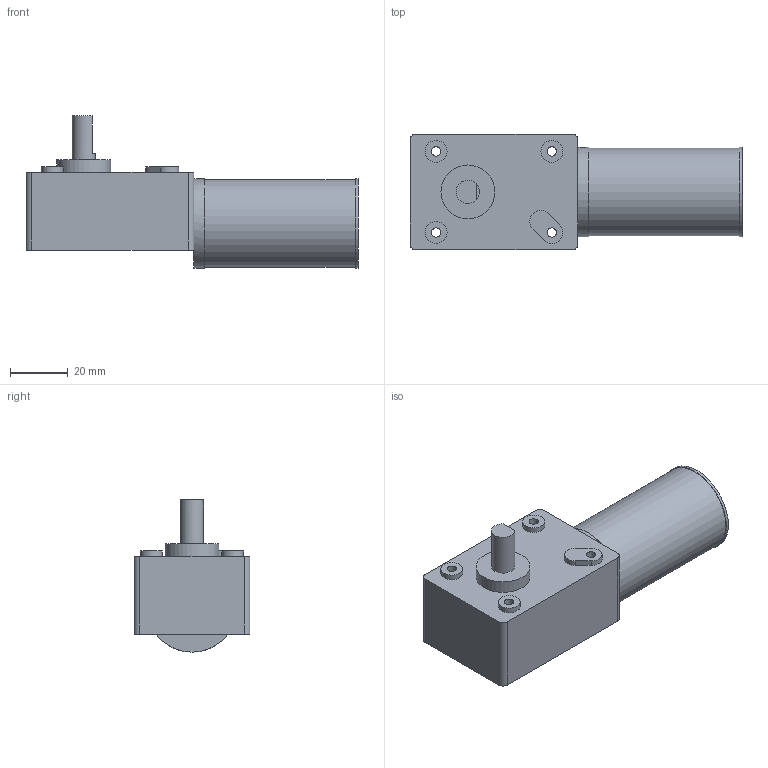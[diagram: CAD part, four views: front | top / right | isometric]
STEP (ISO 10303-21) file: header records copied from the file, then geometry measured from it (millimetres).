
FILE_DESCRIPTION(/* description */ (''),/* implementation_level */ '2;1');
FILE_NAME(/* name */ 'Moto.step',/* time_stamp */ '2023-12-27T13:49:44+01:00',/* author */ (''),/* organization */ (''),/* preprocessor_version */ 'ST-DEVELOPER v20',/* originating_system */ 'Autodesk Translation Framework v12.14.0.127',/* authorisation */ '');
FILE_SCHEMA (('AUTOMOTIVE_DESIGN { 1 0 10303 214 3 1 1 }'));
Length unit declared in the file: millimetre
Products named in the file (1): Motor
Bounding box: 114.68 x 40 x 52.6 mm (x, y, z)
Volume: 104447.6 mm3; surface area: 17397.1 mm2
Topology: 1 solids, 1 shells, 38 faces, 82 edges, 54 vertices
Faces by surface type: plane 20, cylinder 18
Full cylindrical faces by diameter (mm): 3.242 x4, 7.6 x3, 8 x1, 18.6 x1, 30.3 x1, 30.8 x2
Entity records: 1107 total; most frequent: DIRECTION 200, CARTESIAN_POINT 175, ORIENTED_EDGE 164, EDGE_CURVE 82, AXIS2_PLACEMENT_3D 79, EDGE_LOOP 54, VERTEX_POINT 54, LINE 42
